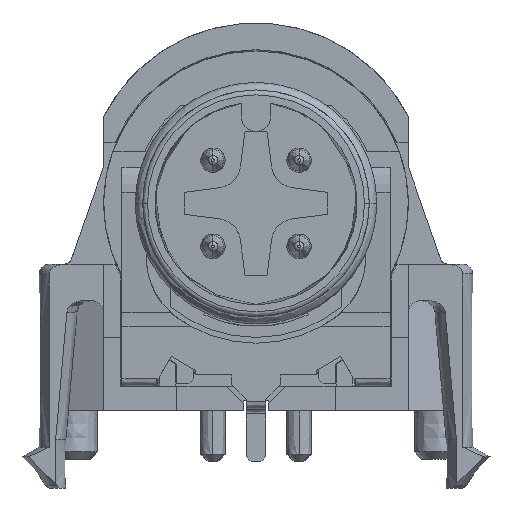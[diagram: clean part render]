
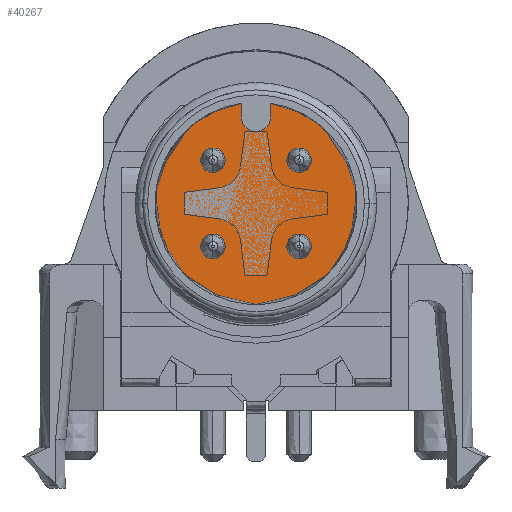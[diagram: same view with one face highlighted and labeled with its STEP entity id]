
A CAD part, front view. The second image highlights one B-rep face of the part: STEP entity #40267.
In plain terms, the highlighted free-form (B-spline) face has degree [1, 1] with [2, 2] control points.
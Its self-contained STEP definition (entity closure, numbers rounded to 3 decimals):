
#40112 = VERTEX_POINT('',#40113);
#40113 = CARTESIAN_POINT('',(-0.6,-6.9,12.606));
#40119 = EDGE_CURVE('',#40112,#40120,#40122,.T.);
#40120 = VERTEX_POINT('',#40121);
#40121 = CARTESIAN_POINT('',(0.6,-6.9,12.606));
#40122 = CIRCLE('',#40123,4.15);
#40123 = AXIS2_PLACEMENT_3D('',#40124,#40125,#40126);
#40124 = CARTESIAN_POINT('',(0.,-6.9,8.5));
#40125 = DIRECTION('',(0.,-1.,0.));
#40126 = DIRECTION('',(-0.145,0.,0.989
    ));
#40168 = EDGE_CURVE('',#40112,#40169,#40171,.T.);
#40169 = VERTEX_POINT('',#40170);
#40170 = CARTESIAN_POINT('',(-0.6,-6.9,12.05));
#40171 = LINE('',#40172,#40173);
#40172 = CARTESIAN_POINT('',(-0.6,-6.9,12.606));
#40173 = VECTOR('',#40174,1.);
#40174 = DIRECTION('',(0.,0.,-1.));
#40190 = EDGE_CURVE('',#40169,#40191,#40193,.T.);
#40191 = VERTEX_POINT('',#40192);
#40192 = CARTESIAN_POINT('',(0.,-6.9,11.45));
#40193 = CIRCLE('',#40194,0.6);
#40194 = AXIS2_PLACEMENT_3D('',#40195,#40196,#40197);
#40195 = CARTESIAN_POINT('',(0.,-6.9,12.05));
#40196 = DIRECTION('',(0.,-1.,0.));
#40197 = DIRECTION('',(-1.,0.,0.));
#40199 = EDGE_CURVE('',#40191,#40200,#40202,.T.);
#40200 = VERTEX_POINT('',#40201);
#40201 = CARTESIAN_POINT('',(0.,-6.9,11.45));
#40202 = CIRCLE('',#40203,0.6);
#40203 = AXIS2_PLACEMENT_3D('',#40204,#40205,#40206);
#40204 = CARTESIAN_POINT('',(0.,-6.9,12.05));
#40205 = DIRECTION('',(0.,-1.,0.));
#40206 = DIRECTION('',(-1.,0.,0.));
#40208 = EDGE_CURVE('',#40200,#40209,#40211,.T.);
#40209 = VERTEX_POINT('',#40210);
#40210 = CARTESIAN_POINT('',(0.,-6.9,11.45));
#40211 = CIRCLE('',#40212,0.6);
#40212 = AXIS2_PLACEMENT_3D('',#40213,#40214,#40215);
#40213 = CARTESIAN_POINT('',(0.,-6.9,12.05));
#40214 = DIRECTION('',(0.,-1.,0.));
#40215 = DIRECTION('',(0.,0.,-1.));
#40217 = EDGE_CURVE('',#40209,#40218,#40220,.T.);
#40218 = VERTEX_POINT('',#40219);
#40219 = CARTESIAN_POINT('',(0.6,-6.9,12.05));
#40220 = CIRCLE('',#40221,0.6);
#40221 = AXIS2_PLACEMENT_3D('',#40222,#40223,#40224);
#40222 = CARTESIAN_POINT('',(0.,-6.9,12.05));
#40223 = DIRECTION('',(0.,-1.,0.));
#40224 = DIRECTION('',(0.,0.,-1.));
#40254 = EDGE_CURVE('',#40218,#40120,#40255,.T.);
#40255 = LINE('',#40256,#40257);
#40256 = CARTESIAN_POINT('',(0.6,-6.9,12.05));
#40257 = VECTOR('',#40258,1.);
#40258 = DIRECTION('',(0.,0.,1.));
#40267 = ADVANCED_FACE('',(#40268),#40277,.T.);
#40268 = FACE_BOUND('',#40269,.T.);
#40269 = EDGE_LOOP('',(#40270,#40271,#40272,#40273,#40274,#40275,#40276)
  );
#40270 = ORIENTED_EDGE('',*,*,#40168,.F.);
#40271 = ORIENTED_EDGE('',*,*,#40119,.T.);
#40272 = ORIENTED_EDGE('',*,*,#40254,.F.);
#40273 = ORIENTED_EDGE('',*,*,#40217,.F.);
#40274 = ORIENTED_EDGE('',*,*,#40208,.F.);
#40275 = ORIENTED_EDGE('',*,*,#40199,.F.);
#40276 = ORIENTED_EDGE('',*,*,#40190,.F.);
#40277 = B_SPLINE_SURFACE_WITH_KNOTS('',1,1,(
    (#40278,#40279)
    ,(#40280,#40281
    )),.UNSPECIFIED.,.F.,.F.,.F.,(2,2),(2,2),(-4.15,
    4.15),(-4.15,4.106),.PIECEWISE_BEZIER_KNOTS.);
#40278 = CARTESIAN_POINT('',(-4.15,-6.9,4.35));
#40279 = CARTESIAN_POINT('',(-4.15,-6.9,12.606));
#40280 = CARTESIAN_POINT('',(4.15,-6.9,4.35));
#40281 = CARTESIAN_POINT('',(4.15,-6.9,12.606));
